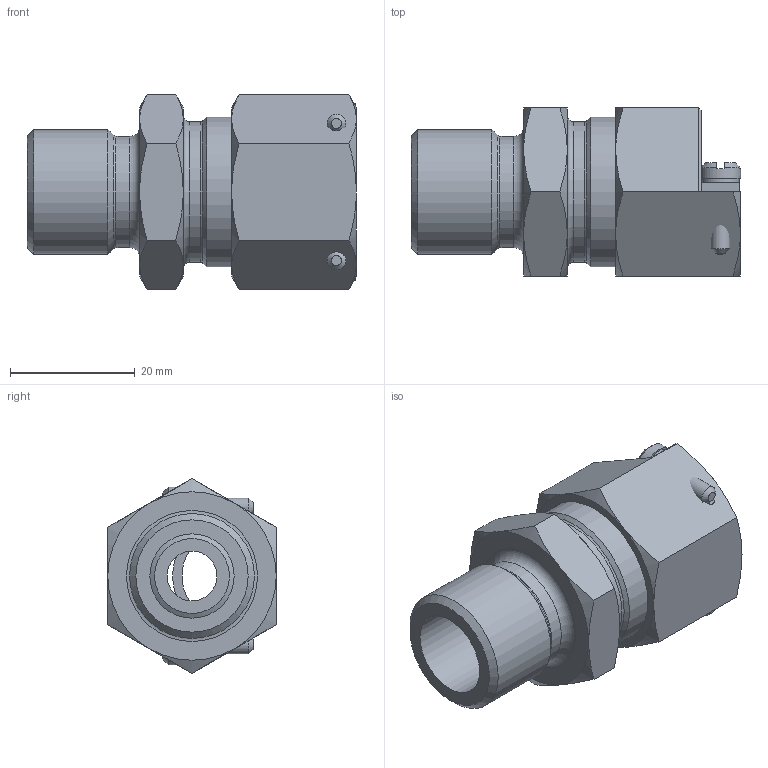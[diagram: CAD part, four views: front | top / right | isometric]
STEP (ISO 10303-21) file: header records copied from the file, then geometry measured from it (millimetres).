
FILE_DESCRIPTION(('STEP AP214'), '1');
FILE_NAME('(1006)弝謹.301152.320.1006', '', ('UNSPECIFIED'), ('UNSPECIFIED'), 'ASCON STEP Converter 1.6', 'ASCON Math Kernel', '');
FILE_SCHEMA(('AUTOMOTIVE_DESIGN { 1 0 10303 214 3 1 1}'));
Length unit declared in the file: millimetre
Products named in the file (8): 弝謹.301152.320.1006; 弝謹.713541.430.2025; 弝謹.713541.430.2024; 弝謹.745311.430.2026; 弝謹.746522.430.2190; 弝謹.754521.440.222; ﾘ琺矜 3.65ﾃ.029 ﾃﾎﾑﾒ 6402-70
Assembly tree (9 placements, depth 2):
  弝謹.301152.320.1006
    弝謹.713541.430.2025
    弝謹.713541.430.2024
    弝謹.745311.430.2026
    弝謹.746522.430.2190
    弝謹.754521.440.222
    ﾘ琺矜 3.65ﾃ.029 ﾃﾎﾑﾒ 6402-70  x2
    (unnamed)  x2
Bounding box: 52.8 x 27 x 31.18 mm (x, y, z)
Volume: 18464.8 mm3; surface area: 13455.9 mm2
Topology: 9 solids, 9 shells, 136 faces, 289 edges, 175 vertices
Faces by surface type: plane 55, cone 44, cylinder 31, torus 6
Full cylindrical faces by diameter (mm): 2.459 x1, 2.85 x1, 3 x2, 3.1 x2, 3.5 x2, 6 x2, 6.5 x2, 8 x1, 8.5 x1, 13.5 x2, 17.8 x1, 18.8 x2, 19 x1, 20 x1, 22.5 x1, 22.917 x1, 24 x1, 24.5 x1
Entity records: 5605 total; most frequent: CARTESIAN_POINT 1723, DIRECTION 526, ORIENTED_EDGE 428, AXIS2_PLACEMENT_3D 230, EDGE_CURVE 214, EDGE_LOOP 184, VERTEX_POINT 154, COLOUR_RGB 127
